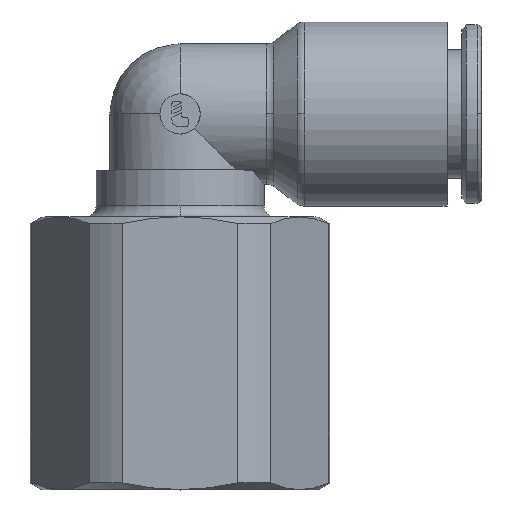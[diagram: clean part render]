
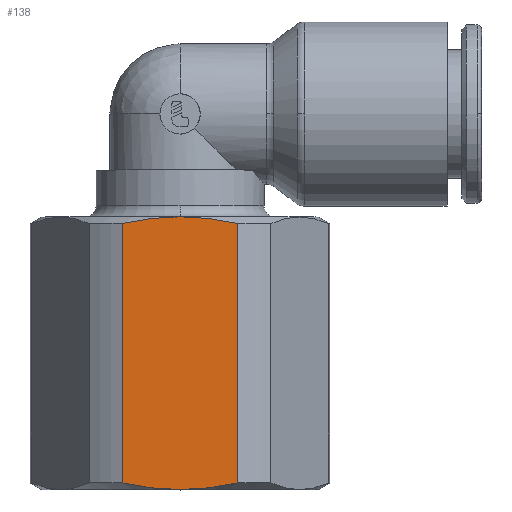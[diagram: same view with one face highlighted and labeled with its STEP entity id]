
A CAD part, top view. The second image highlights one B-rep face of the part: STEP entity #138.
In plain terms, the highlighted planar face has unit normal (0, 0, 1).
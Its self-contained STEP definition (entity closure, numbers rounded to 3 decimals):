
#138=ADVANCED_FACE('',(#335),#336,.T.);
#335=FACE_OUTER_BOUND('',#536,.T.);
#336=PLANE('',#537);
#536=EDGE_LOOP('',(#1273,#1274,#1275,#1276,#1277,#1278));
#537=AXIS2_PLACEMENT_3D('',#1279,#1280,#1281);
#1273=ORIENTED_EDGE('',*,*,#1521,.F.);
#1274=ORIENTED_EDGE('',*,*,#1550,.F.);
#1275=ORIENTED_EDGE('',*,*,#1533,.F.);
#1276=ORIENTED_EDGE('',*,*,#1529,.F.);
#1277=ORIENTED_EDGE('',*,*,#1551,.F.);
#1278=ORIENTED_EDGE('',*,*,#1523,.F.);
#1279=CARTESIAN_POINT('',(0.,0.0,12.0));
#1280=DIRECTION('',(0.,0.0,1.0));
#1281=DIRECTION('',(1.0,0.0,0.));
#1521=EDGE_CURVE('',#1899,#1901,#1902,.T.);
#1523=EDGE_CURVE('',#1901,#1904,#1905,.T.);
#1529=EDGE_CURVE('',#1913,#1866,#1914,.T.);
#1533=EDGE_CURVE('',#1866,#1920,#1921,.T.);
#1550=EDGE_CURVE('',#1920,#1899,#1943,.T.);
#1551=EDGE_CURVE('',#1904,#1913,#1944,.T.);
#1866=VERTEX_POINT('',#2569);
#1899=VERTEX_POINT('',#2679);
#1901=VERTEX_POINT('',#2681);
#1902=(B_SPLINE_CURVE(2,(#2683,#2684,#2685,#2686,#2687),.UNSPECIFIED.,.F.,.F.)B_SPLINE_CURVE_WITH_KNOTS((3,2,3),(0.0,7.036,14.072),.UNSPECIFIED.)RATIONAL_B_SPLINE_CURVE((1.0,1.038,1.0,1.038,1.0))BOUNDED_CURVE()REPRESENTATION_ITEM('')GEOMETRIC_REPRESENTATION_ITEM()CURVE());
#1904=VERTEX_POINT('',#2695);
#1905=(B_SPLINE_CURVE(2,(#2697,#2698,#2699,#2700,#2701),.UNSPECIFIED.,.F.,.F.)B_SPLINE_CURVE_WITH_KNOTS((3,2,3),(0.0,7.036,14.072),.UNSPECIFIED.)RATIONAL_B_SPLINE_CURVE((1.0,1.038,1.0,1.038,1.0))BOUNDED_CURVE()REPRESENTATION_ITEM('')GEOMETRIC_REPRESENTATION_ITEM()CURVE());
#1913=VERTEX_POINT('',#2737);
#1914=(B_SPLINE_CURVE(2,(#2739,#2740,#2741,#2742,#2743),.UNSPECIFIED.,.F.,.F.)B_SPLINE_CURVE_WITH_KNOTS((3,2,3),(0.0,7.036,14.072),.UNSPECIFIED.)RATIONAL_B_SPLINE_CURVE((1.0,1.038,1.0,1.038,1.0))BOUNDED_CURVE()REPRESENTATION_ITEM('')GEOMETRIC_REPRESENTATION_ITEM()CURVE());
#1920=VERTEX_POINT('',#2777);
#1921=(B_SPLINE_CURVE(2,(#2779,#2780,#2781,#2782,#2783),.UNSPECIFIED.,.F.,.F.)B_SPLINE_CURVE_WITH_KNOTS((3,2,3),(0.0,7.036,14.072),.UNSPECIFIED.)RATIONAL_B_SPLINE_CURVE((1.0,1.038,1.0,1.038,1.0))BOUNDED_CURVE()REPRESENTATION_ITEM('')GEOMETRIC_REPRESENTATION_ITEM()CURVE());
#1943=LINE('',#2873,#2874);
#1944=LINE('',#2875,#2876);
#2569=CARTESIAN_POINT('',(0.,23.7,12.0));
#2679=CARTESIAN_POINT('',(5.,0.577,12.0));
#2681=CARTESIAN_POINT('',(0.,0.0,12.0));
#2683=CARTESIAN_POINT('',(6.935,1.074,12.0));
#2684=CARTESIAN_POINT('',(3.218,0.,12.0));
#2685=CARTESIAN_POINT('',(0.,0.,12.0));
#2686=CARTESIAN_POINT('',(-3.218,0.,12.0));
#2687=CARTESIAN_POINT('',(-6.935,1.074,12.0));
#2695=CARTESIAN_POINT('',(-5.,0.577,12.0));
#2697=CARTESIAN_POINT('',(6.935,1.074,12.0));
#2698=CARTESIAN_POINT('',(3.218,0.,12.0));
#2699=CARTESIAN_POINT('',(0.,0.,12.0));
#2700=CARTESIAN_POINT('',(-3.218,0.,12.0));
#2701=CARTESIAN_POINT('',(-6.935,1.074,12.0));
#2737=CARTESIAN_POINT('',(-5.,23.123,12.0));
#2739=CARTESIAN_POINT('',(-6.935,22.626,12.0));
#2740=CARTESIAN_POINT('',(-3.218,23.7,12.0));
#2741=CARTESIAN_POINT('',(0.,23.7,12.0));
#2742=CARTESIAN_POINT('',(3.218,23.7,12.0));
#2743=CARTESIAN_POINT('',(6.935,22.626,12.0));
#2777=CARTESIAN_POINT('',(5.,23.123,12.0));
#2779=CARTESIAN_POINT('',(-6.935,22.626,12.0));
#2780=CARTESIAN_POINT('',(-3.218,23.7,12.0));
#2781=CARTESIAN_POINT('',(0.,23.7,12.0));
#2782=CARTESIAN_POINT('',(3.218,23.7,12.0));
#2783=CARTESIAN_POINT('',(6.935,22.626,12.0));
#2873=CARTESIAN_POINT('',(5.,11.85,12.0));
#2874=VECTOR('',#3326,1.0);
#2875=CARTESIAN_POINT('',(-5.,11.85,12.0));
#2876=VECTOR('',#3327,1.0);
#3326=DIRECTION('',(-0.0,-1.0,-0.0));
#3327=DIRECTION('',(0.0,1.0,0.0));
